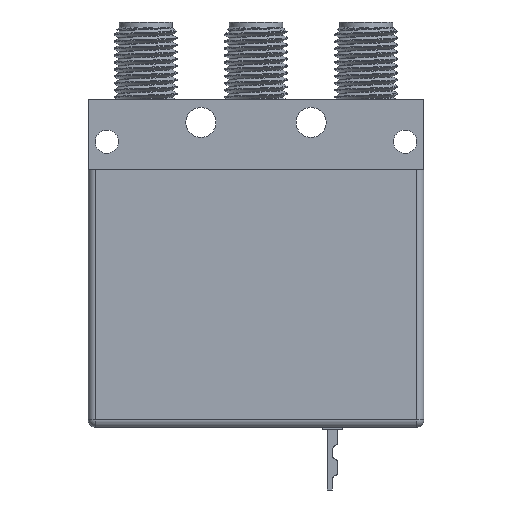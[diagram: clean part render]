
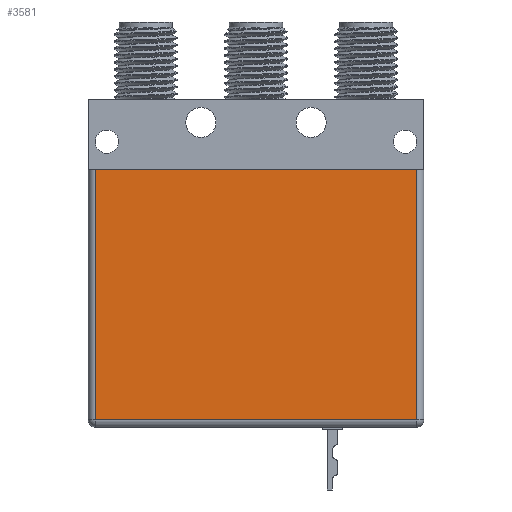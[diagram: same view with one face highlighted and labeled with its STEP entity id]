
A CAD part, front view. The second image highlights one B-rep face of the part: STEP entity #3581.
In plain terms, the highlighted planar face has unit normal (0, -1, 0).
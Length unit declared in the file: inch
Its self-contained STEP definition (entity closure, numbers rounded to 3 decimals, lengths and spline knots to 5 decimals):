
#189 = LINE ( 'NONE', #13198, #1891 ) ;
#1175 = LINE ( 'NONE', #9416, #12941 ) ;
#1891 = VECTOR ( 'NONE', #11588, 39.37008 ) ;
#2133 = VECTOR ( 'NONE', #7648, 39.37008 ) ;
#2666 = LINE ( 'NONE', #4285, #2133 ) ;
#3175 = CARTESIAN_POINT ( 'NONE',  ( -0.64, -0.26, -0.625 ) ) ;
#3418 = PLANE ( 'NONE',  #15762 ) ;
#3581 = ADVANCED_FACE ( 'NONE', ( #6241 ), #3418, .T. ) ;
#3979 = VERTEX_POINT ( 'NONE', #3175 ) ;
#4102 = CARTESIAN_POINT ( 'NONE',  ( 0.64, -0.26, 0.375 ) ) ;
#4153 = EDGE_LOOP ( 'NONE', ( #6898, #17518, #20951, #18190 ) ) ;
#4285 = CARTESIAN_POINT ( 'NONE',  ( -0.64, -0.26, -0.655 ) ) ;
#4496 = CARTESIAN_POINT ( 'NONE',  ( -0.64, -0.26, 0.375 ) ) ;
#6152 = VERTEX_POINT ( 'NONE', #8941 ) ;
#6241 = FACE_OUTER_BOUND ( 'NONE', #4153, .T. ) ;
#6789 = CARTESIAN_POINT ( 'NONE',  ( 0., -0.26, 0. ) ) ;
#6898 = ORIENTED_EDGE ( 'NONE', *, *, #11453, .T. ) ;
#7000 = DIRECTION ( 'NONE',  ( 0., 0., 1. ) ) ;
#7648 = DIRECTION ( 'NONE',  ( 0., 0., -1. ) ) ;
#7793 = DIRECTION ( 'NONE',  ( -1., 0., 0. ) ) ;
#8183 = EDGE_CURVE ( 'NONE', #13395, #10025, #1175, .T. ) ;
#8706 = VECTOR ( 'NONE', #7000, 39.37008 ) ;
#8941 = CARTESIAN_POINT ( 'NONE',  ( 0.64, -0.26, -0.625 ) ) ;
#9252 = EDGE_CURVE ( 'NONE', #3979, #6152, #189, .T. ) ;
#9416 = CARTESIAN_POINT ( 'NONE',  ( 0., -0.26, 0.375 ) ) ;
#9940 = DIRECTION ( 'NONE',  ( 0., 0., -1. ) ) ;
#10025 = VERTEX_POINT ( 'NONE', #4496 ) ;
#11453 = EDGE_CURVE ( 'NONE', #6152, #13395, #13620, .T. ) ;
#11588 = DIRECTION ( 'NONE',  ( 1., 0., 0. ) ) ;
#12406 = EDGE_CURVE ( 'NONE', #10025, #3979, #2666, .T. ) ;
#12941 = VECTOR ( 'NONE', #7793, 39.37008 ) ;
#13198 = CARTESIAN_POINT ( 'NONE',  ( 0.64, -0.26, -0.625 ) ) ;
#13395 = VERTEX_POINT ( 'NONE', #4102 ) ;
#13620 = LINE ( 'NONE', #20564, #8706 ) ;
#15762 = AXIS2_PLACEMENT_3D ( 'NONE', #6789, #16318, #9940 ) ;
#16318 = DIRECTION ( 'NONE',  ( 0., -1., 0. ) ) ;
#17518 = ORIENTED_EDGE ( 'NONE', *, *, #8183, .T. ) ;
#18190 = ORIENTED_EDGE ( 'NONE', *, *, #9252, .T. ) ;
#20564 = CARTESIAN_POINT ( 'NONE',  ( 0.64, -0.26, 0.375 ) ) ;
#20951 = ORIENTED_EDGE ( 'NONE', *, *, #12406, .T. ) ;
